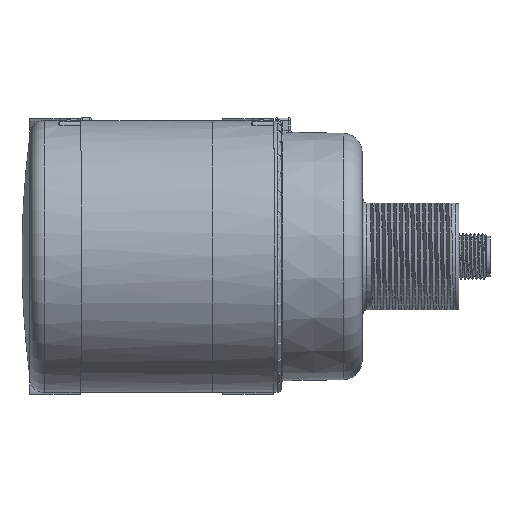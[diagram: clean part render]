
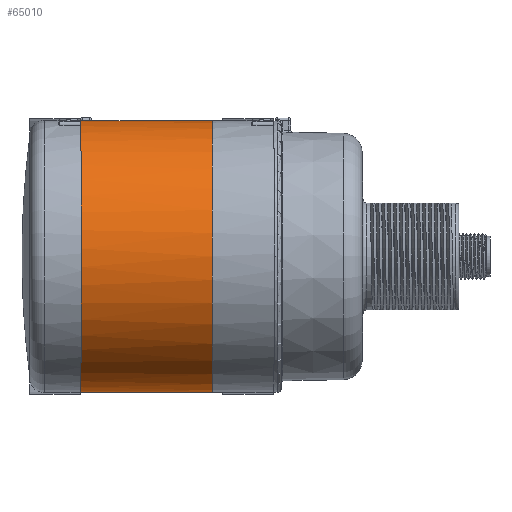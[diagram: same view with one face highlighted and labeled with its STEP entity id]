
A CAD part, left-side view. The second image highlights one B-rep face of the part: STEP entity #65010.
In plain terms, the highlighted cylindrical face has radius 35 mm (diameter 70 mm), a partial arc.
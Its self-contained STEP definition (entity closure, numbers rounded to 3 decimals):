
#59312=CARTESIAN_POINT('',(0.,34.,0.));
#59313=DIRECTION('',(0.,1.,0.));
#59314=DIRECTION('',(0.,0.,-1.));
#59315=AXIS2_PLACEMENT_3D('',#59312,#59313,#59314);
#59317=CARTESIAN_POINT('',(0.,0.,35.));
#59318=CARTESIAN_POINT('',(-1.603,0.014,35.));
#59319=CARTESIAN_POINT('',(-4.773,0.042,
34.782));
#59320=CARTESIAN_POINT('',(-9.474,0.083,
33.807));
#59321=CARTESIAN_POINT('',(-13.98,0.122,
32.206));
#59322=CARTESIAN_POINT('',(-18.242,0.159,
29.998));
#59323=CARTESIAN_POINT('',(-22.147,0.193,
27.243));
#59324=CARTESIAN_POINT('',(-25.658,0.224,
23.965));
#59325=CARTESIAN_POINT('',(-28.673,0.25,
20.261));
#59326=CARTESIAN_POINT('',(-31.171,0.272,
16.155));
#59327=CARTESIAN_POINT('',(-33.074,0.289,
11.778));
#59328=CARTESIAN_POINT('',(-34.373,0.3,
7.149));
#59329=CARTESIAN_POINT('',(-35.025,0.306,
2.422));
#59330=CARTESIAN_POINT('',(-35.028,0.306,
-2.387));
#59331=CARTESIAN_POINT('',(-34.381,0.3,
-7.114));
#59332=CARTESIAN_POINT('',(-33.086,0.289,
-11.745));
#59333=CARTESIAN_POINT('',(-31.187,0.272,
-16.124));
#59334=CARTESIAN_POINT('',(-28.692,0.25,
-20.234));
#59335=CARTESIAN_POINT('',(-25.682,0.224,
-23.938));
#59336=CARTESIAN_POINT('',(-22.176,0.194,
-27.218));
#59337=CARTESIAN_POINT('',(-18.272,0.159,
-29.98));
#59338=CARTESIAN_POINT('',(-13.998,0.122,
-32.198));
#59339=CARTESIAN_POINT('',(-9.502,0.083,
-33.797));
#59340=CARTESIAN_POINT('',(-4.87,0.043,
-34.764));
#59341=CARTESIAN_POINT('',(-1.796,0.014,
-34.988));
#59342=CARTESIAN_POINT('',(-0.254,0.001,
-34.999));
#59344=DIRECTION('',(0.,-1.,0.));
#59345=VECTOR('',#59344,2.);
#59346=CARTESIAN_POINT('',(-0.75,2.5,-34.992));
#59347=LINE('',#59346,#59345);
#59348=CARTESIAN_POINT('',(0.,3.,0.));
#59349=DIRECTION('',(0.,1.,0.));
#59350=DIRECTION('',(0.,0.,-1.));
#59351=AXIS2_PLACEMENT_3D('',#59348,#59349,#59350);
#59368=DIRECTION('',(0.,1.,0.));
#59369=VECTOR('',#59368,31.);
#59370=CARTESIAN_POINT('',(0.,3.,-35.));
#59371=LINE('',#59370,#59369);
#59408=DIRECTION('',(0.,1.,0.));
#59409=VECTOR('',#59408,34.);
#59410=CARTESIAN_POINT('',(0.,0.,35.));
#59411=LINE('',#59410,#59409);
#59417=CARTESIAN_POINT('',(-0.25,3.,-34.999));
#59418=CARTESIAN_POINT('',(-0.304,3.,-34.999));
#59419=CARTESIAN_POINT('',(-0.407,2.983,
-34.998));
#59420=CARTESIAN_POINT('',(-0.549,2.911,
-34.996));
#59421=CARTESIAN_POINT('',(-0.661,2.799,
-34.994));
#59422=CARTESIAN_POINT('',(-0.733,2.657,
-34.992));
#59423=CARTESIAN_POINT('',(-0.75,2.554,
-34.992));
#59424=CARTESIAN_POINT('',(-0.75,2.5,-34.992));
#59473=CARTESIAN_POINT('',(-0.75,0.5,-34.992));
#59474=CARTESIAN_POINT('',(-0.75,0.467,
-34.992));
#59475=CARTESIAN_POINT('',(-0.744,0.403,
-34.992));
#59476=CARTESIAN_POINT('',(-0.715,0.309,
-34.993));
#59477=CARTESIAN_POINT('',(-0.669,0.222,
-34.994));
#59478=CARTESIAN_POINT('',(-0.608,0.146,
-34.995));
#59479=CARTESIAN_POINT('',(-0.532,0.083,
-34.996));
#59480=CARTESIAN_POINT('',(-0.446,0.037,
-34.997));
#59481=CARTESIAN_POINT('',(-0.352,0.007,
-34.998));
#59482=CARTESIAN_POINT('',(-0.287,0.001,
-34.999));
#59483=CARTESIAN_POINT('',(-0.254,0.001,
-34.999));
#64376=CARTESIAN_POINT('',(-0.75,2.5,-34.992));
#64377=CARTESIAN_POINT('',(-0.75,0.5,-34.992));
#64378=VERTEX_POINT('',#64376);
#64379=VERTEX_POINT('',#64377);
#64384=CARTESIAN_POINT('',(0.,3.,-35.));
#64385=CARTESIAN_POINT('',(-0.25,3.,-34.999));
#64386=VERTEX_POINT('',#64384);
#64387=VERTEX_POINT('',#64385);
#64390=VERTEX_POINT('',#59483);
#64393=VERTEX_POINT('',#59317);
#64394=CARTESIAN_POINT('',(0.,34.,-35.));
#64395=CARTESIAN_POINT('',(0.,34.,35.));
#64396=VERTEX_POINT('',#64394);
#64397=VERTEX_POINT('',#64395);
#64987=CARTESIAN_POINT('',(0.,-1.85,0.));
#64988=DIRECTION('',(0.,1.,0.));
#64989=DIRECTION('',(0.,0.,-1.));
#64990=AXIS2_PLACEMENT_3D('',#64987,#64988,#64989);
#64991=CYLINDRICAL_SURFACE('',#64990,35.);
#64993=ORIENTED_EDGE('',*,*,#64992,.T.);
#64995=ORIENTED_EDGE('',*,*,#64994,.F.);
#64997=ORIENTED_EDGE('',*,*,#64996,.T.);
#64999=ORIENTED_EDGE('',*,*,#64998,.F.);
#65001=ORIENTED_EDGE('',*,*,#65000,.F.);
#65003=ORIENTED_EDGE('',*,*,#65002,.F.);
#65005=ORIENTED_EDGE('',*,*,#65004,.F.);
#65007=ORIENTED_EDGE('',*,*,#65006,.T.);
#65008=EDGE_LOOP('',(#64993,#64995,#64997,#64999,#65001,#65003,#65005,#65007));
#65009=FACE_OUTER_BOUND('',#65008,.F.);
#65010=ADVANCED_FACE('',(#65009),#64991,.T.);
#59316=CIRCLE('',#59315,35.);
#59343=B_SPLINE_CURVE_WITH_KNOTS('',3,(#59317,#59318,#59319,#59320,#59321,
#59322,#59323,#59324,#59325,#59326,#59327,#59328,#59329,#59330,#59331,#59332,
#59333,#59334,#59335,#59336,#59337,#59338,#59339,#59340,#59341,#59342),
.UNSPECIFIED.,.F.,.F.,(4,1,1,1,1,1,1,1,1,1,1,1,1,1,1,1,1,1,1,1,1,1,1,4),(0.,
0.043,0.087,0.13,0.174,
0.217,0.261,0.304,0.348,
0.391,0.435,0.478,0.522,
0.565,0.609,0.652,0.696,
0.739,0.783,0.826,0.87,
0.913,0.957,1.),.UNSPECIFIED.);
#59352=CIRCLE('',#59351,35.);
#59425=B_SPLINE_CURVE_WITH_KNOTS('',3,(#59417,#59418,#59419,#59420,#59421,
#59422,#59423,#59424),.UNSPECIFIED.,.F.,.F.,(4,1,1,1,1,4),(0.,0.2,0.4,
0.6,0.8,1.),.UNSPECIFIED.);
#59484=B_SPLINE_CURVE_WITH_KNOTS('',3,(#59473,#59474,#59475,#59476,#59477,
#59478,#59479,#59480,#59481,#59482,#59483),.UNSPECIFIED.,.F.,.F.,(4,1,1,1,1,1,1,
1,4),(0.,0.125,0.25,0.375,0.5,0.625,0.75,0.875,1.),
.UNSPECIFIED.);
#64992=EDGE_CURVE('',#64396,#64397,#59316,.T.);
#64994=EDGE_CURVE('',#64393,#64397,#59411,.T.);
#64996=EDGE_CURVE('',#64393,#64390,#59343,.T.);
#64998=EDGE_CURVE('',#64379,#64390,#59484,.T.);
#65000=EDGE_CURVE('',#64378,#64379,#59347,.T.);
#65002=EDGE_CURVE('',#64387,#64378,#59425,.T.);
#65004=EDGE_CURVE('',#64386,#64387,#59352,.T.);
#65006=EDGE_CURVE('',#64386,#64396,#59371,.T.);
